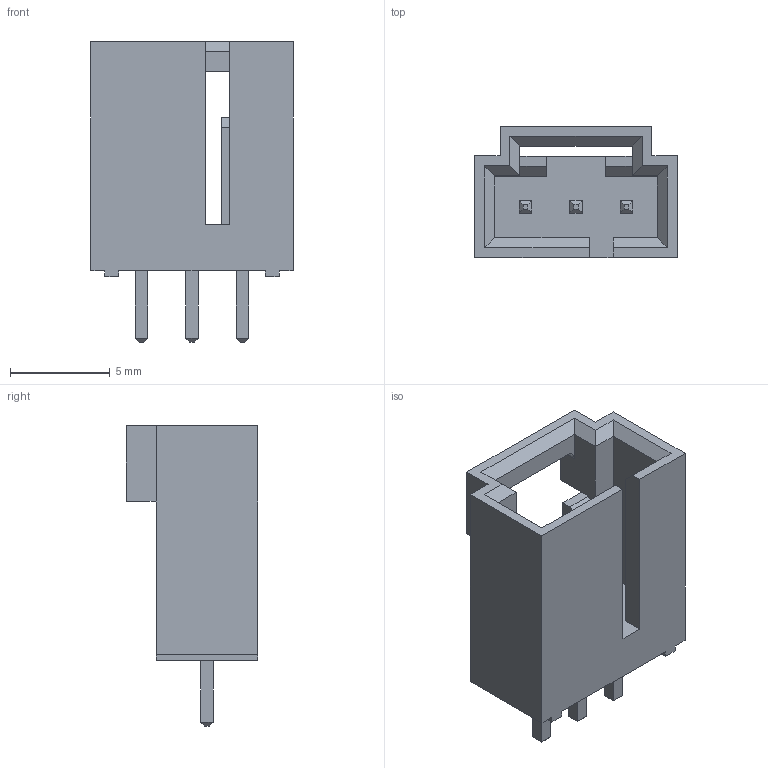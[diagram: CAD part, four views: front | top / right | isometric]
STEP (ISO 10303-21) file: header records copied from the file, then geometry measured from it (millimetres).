
FILE_DESCRIPTION (( 'STEP AP214' ), '1' );
FILE_NAME ('MX2.54-3.STEP', '2020-11-10T10:15:01', ( 'Elessar' ), ( '' ), 'SwSTEP 2.0', 'SolidWorks 2018', '' );
FILE_SCHEMA (( 'AUTOMOTIVE_DESIGN' ));
Length unit declared in the file: millimetre
Products named in the file (1): MX2.54-3
Bounding box: 10.17 x 6.6 x 15.1 mm (x, y, z)
Volume: 344.7 mm3; surface area: 724.8 mm2
Topology: 1 solids, 1 shells, 103 faces, 257 edges, 160 vertices
Faces by surface type: plane 101, cylinder 2
Entity records: 3595 total; most frequent: CARTESIAN_POINT 521, ORIENTED_EDGE 514, DIRECTION 469, EDGE_CURVE 257, VECTOR 253, LINE 253, VERTEX_POINT 160, EDGE_LOOP 109
